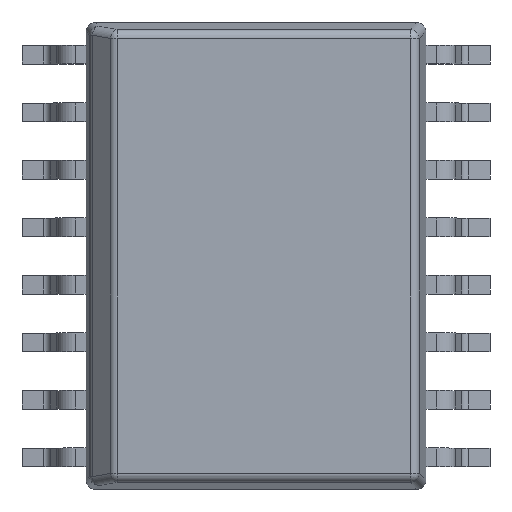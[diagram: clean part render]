
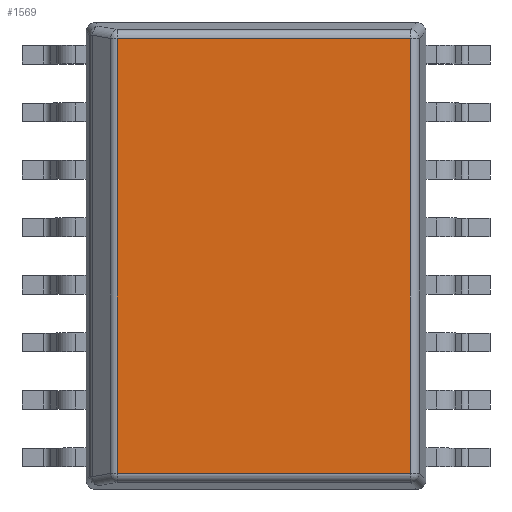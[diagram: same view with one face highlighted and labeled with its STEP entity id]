
A CAD part, top view. The second image highlights one B-rep face of the part: STEP entity #1569.
In plain terms, the highlighted face is planar.
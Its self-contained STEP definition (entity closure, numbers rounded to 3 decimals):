
#388=DIRECTION('',(0.,0.,-1.));
#389=VECTOR('',#388,6.472);
#390=CARTESIAN_POINT('',(4.803,1.018,3.403));
#391=LINE('',#390,#389);
#402=DIRECTION('',(1.,0.,0.));
#403=VECTOR('',#402,9.605);
#404=CARTESIAN_POINT('',(-4.803,1.018,-3.069));
#405=LINE('',#404,#403);
#440=DIRECTION('',(0.,0.,1.));
#441=VECTOR('',#440,6.472);
#442=CARTESIAN_POINT('',(-4.803,1.018,-3.069));
#443=LINE('',#442,#441);
#478=DIRECTION('',(1.,0.,0.));
#479=VECTOR('',#478,9.605);
#480=CARTESIAN_POINT('',(-4.803,1.018,3.403));
#481=LINE('',#480,#479);
#1192=CARTESIAN_POINT('',(-4.803,1.018,3.403));
#1193=CARTESIAN_POINT('',(4.803,1.018,3.403));
#1194=VERTEX_POINT('',#1192);
#1195=VERTEX_POINT('',#1193);
#1260=CARTESIAN_POINT('',(-4.803,1.018,-3.069));
#1261=VERTEX_POINT('',#1260);
#1262=CARTESIAN_POINT('',(4.803,1.018,-3.069));
#1263=VERTEX_POINT('',#1262);
#1555=CARTESIAN_POINT('',(0.,1.018,0.));
#1556=DIRECTION('',(0.,1.,0.));
#1557=DIRECTION('',(1.,0.,0.));
#1558=AXIS2_PLACEMENT_3D('',#1555,#1556,#1557);
#1559=PLANE('',#1558);
#1561=ORIENTED_EDGE('',*,*,#1560,.T.);
#1562=ORIENTED_EDGE('',*,*,#1545,.F.);
#1564=ORIENTED_EDGE('',*,*,#1563,.F.);
#1566=ORIENTED_EDGE('',*,*,#1565,.F.);
#1567=EDGE_LOOP('',(#1561,#1562,#1564,#1566));
#1568=FACE_OUTER_BOUND('',#1567,.F.);
#1545=EDGE_CURVE('',#1195,#1263,#391,.T.);
#1560=EDGE_CURVE('',#1261,#1263,#405,.T.);
#1563=EDGE_CURVE('',#1194,#1195,#481,.T.);
#1565=EDGE_CURVE('',#1261,#1194,#443,.T.);
#1569=ADVANCED_FACE('',(#1568),#1559,.T.);
